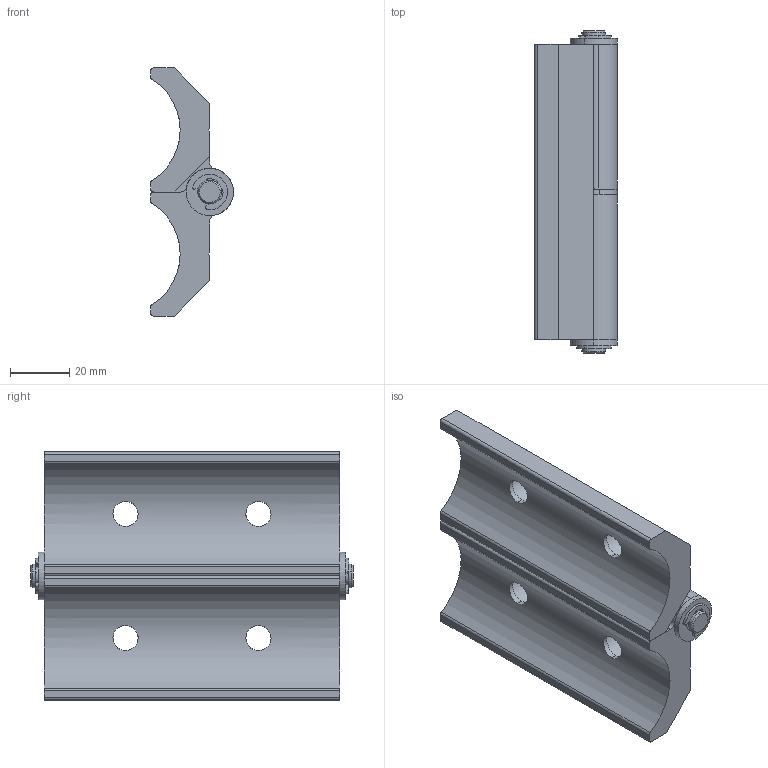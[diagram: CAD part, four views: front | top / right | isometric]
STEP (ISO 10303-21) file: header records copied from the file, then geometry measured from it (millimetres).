
FILE_DESCRIPTION (( 'STEP AP203' ), '1' );
FILE_NAME ('SPS.GH40.STEP', '2016-03-24T02:05:31', ( '微软用户' ), ( '微软中国' ), 'SwSTEP 2.0', 'SolidWorks 2012', '' );
FILE_SCHEMA (( 'CONFIG_CONTROL_DESIGN' ));
Length unit declared in the file: millimetre
Products named in the file (1): SPS.GH40
Bounding box: 28 x 109 x 84 mm (x, y, z)
Surface area: 33990.5 mm2 (no closed solid volume)
Topology: 0 solids, 10 shells, 133 faces, 387 edges, 270 vertices
Faces by surface type: cylinder 71, plane 58, cone 4
Entity records: 4782 total; most frequent: CARTESIAN_POINT 1103, DIRECTION 803, ORIENTED_EDGE 689, EDGE_CURVE 387, AXIS2_PLACEMENT_3D 306, VERTEX_POINT 270, VECTOR 191, LINE 191
